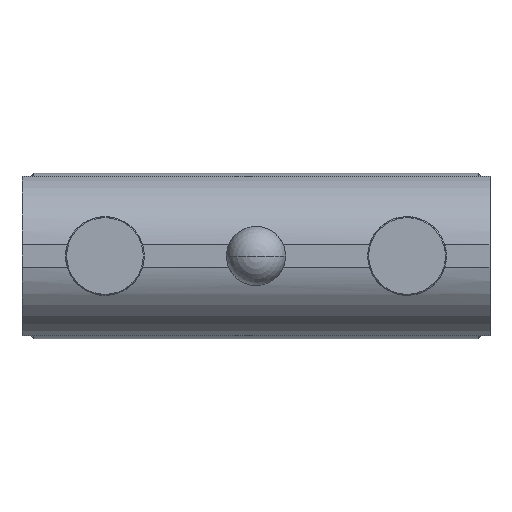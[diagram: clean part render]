
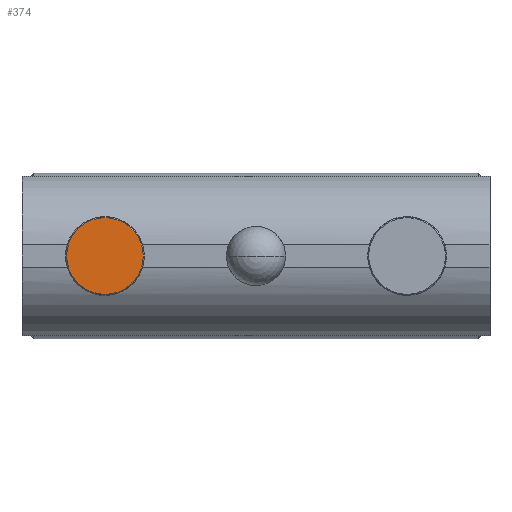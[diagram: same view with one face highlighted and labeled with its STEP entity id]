
A CAD part, front view. The second image highlights one B-rep face of the part: STEP entity #374.
In plain terms, the highlighted planar face has unit normal (0, -1, 0).
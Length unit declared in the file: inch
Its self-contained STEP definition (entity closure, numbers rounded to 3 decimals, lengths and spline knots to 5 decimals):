
#72 = VERTEX_POINT ( 'NONE', #3424 ) ;
#374 = ADVANCED_FACE ( 'NONE', ( #4339 ), #3417, .F. ) ;
#492 = DIRECTION ( 'NONE',  ( 0., -1., 0. ) ) ;
#497 = ORIENTED_EDGE ( 'NONE', *, *, #1518, .T. ) ;
#518 = EDGE_LOOP ( 'NONE', ( #497, #3724 ) ) ;
#564 = VERTEX_POINT ( 'NONE', #2329 ) ;
#789 = CARTESIAN_POINT ( 'NONE',  ( -0.02456, 1.0757, 1.33347 ) ) ;
#814 = DIRECTION ( 'NONE',  ( 0., -1., 0. ) ) ;
#879 = CIRCLE ( 'NONE', #1238, 0.12728 ) ;
#1238 = AXIS2_PLACEMENT_3D ( 'NONE', #2283, #492, #1876 ) ;
#1518 = EDGE_CURVE ( 'NONE', #72, #564, #3548, .T. ) ;
#1876 = DIRECTION ( 'NONE',  ( -0.174, 0., -0.985 ) ) ;
#1992 = CARTESIAN_POINT ( 'NONE',  ( 0.10078, 1.0757, 1.31131 ) ) ;
#2283 = CARTESIAN_POINT ( 'NONE',  ( -0.02456, 1.0757, 1.33347 ) ) ;
#2329 = CARTESIAN_POINT ( 'NONE',  ( -0.04672, 1.0757, 1.20813 ) ) ;
#2396 = EDGE_CURVE ( 'NONE', #564, #72, #879, .T. ) ;
#2418 = AXIS2_PLACEMENT_3D ( 'NONE', #1992, #4030, #4054 ) ;
#3417 = PLANE ( 'NONE',  #2418 ) ;
#3424 = CARTESIAN_POINT ( 'NONE',  ( -0.0024, 1.0757, 1.45881 ) ) ;
#3548 = CIRCLE ( 'NONE', #3693, 0.12728 ) ;
#3586 = DIRECTION ( 'NONE',  ( -0.174, 0., -0.985 ) ) ;
#3693 = AXIS2_PLACEMENT_3D ( 'NONE', #789, #814, #3586 ) ;
#3724 = ORIENTED_EDGE ( 'NONE', *, *, #2396, .T. ) ;
#4030 = DIRECTION ( 'NONE',  ( 0., 1., 0. ) ) ;
#4054 = DIRECTION ( 'NONE',  ( 0.985, 0., -0.174 ) ) ;
#4339 = FACE_OUTER_BOUND ( 'NONE', #518, .T. ) ;
